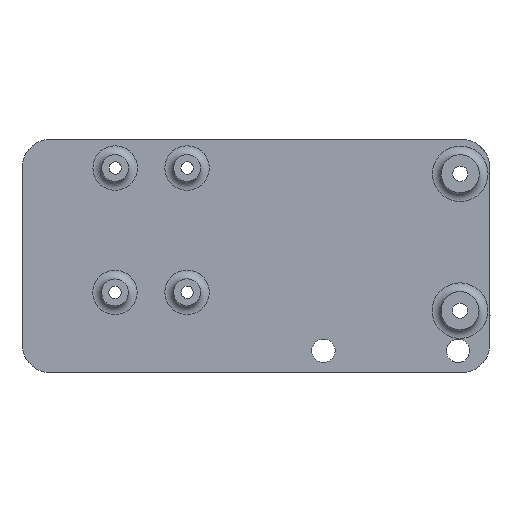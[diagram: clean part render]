
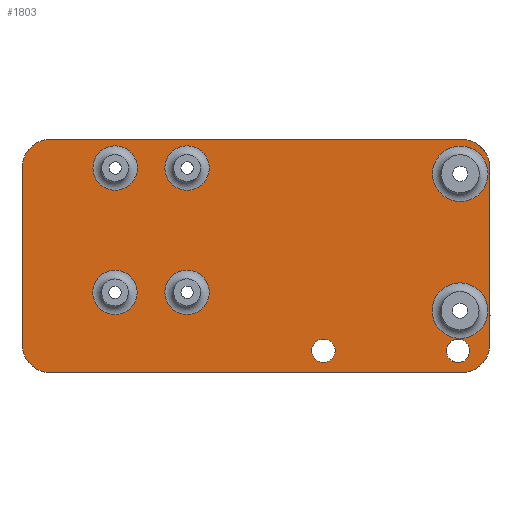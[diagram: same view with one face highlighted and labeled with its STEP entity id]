
A CAD part, front view. The second image highlights one B-rep face of the part: STEP entity #1803.
In plain terms, the highlighted planar face has unit normal (0, -1, 0).
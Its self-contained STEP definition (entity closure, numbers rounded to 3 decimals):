
#47=FACE_BOUND('',#367,.T.);
#48=FACE_BOUND('',#368,.T.);
#49=FACE_BOUND('',#369,.T.);
#50=FACE_BOUND('',#370,.T.);
#51=FACE_BOUND('',#371,.T.);
#52=FACE_BOUND('',#372,.T.);
#53=FACE_BOUND('',#373,.T.);
#54=FACE_BOUND('',#374,.T.);
#117=PLANE('',#1990);
#242=FACE_OUTER_BOUND('',#366,.T.);
#366=EDGE_LOOP('',(#1638,#1639,#1640,#1641,#1642,#1643,#1644,#1645));
#367=EDGE_LOOP('',(#1646));
#368=EDGE_LOOP('',(#1647));
#369=EDGE_LOOP('',(#1648));
#370=EDGE_LOOP('',(#1649));
#371=EDGE_LOOP('',(#1650));
#372=EDGE_LOOP('',(#1651));
#373=EDGE_LOOP('',(#1652));
#374=EDGE_LOOP('',(#1653));
#521=LINE('',#2963,#676);
#525=LINE('',#2970,#680);
#533=LINE('',#3000,#688);
#541=LINE('',#3092,#696);
#676=VECTOR('',#2348,10.);
#680=VECTOR('',#2354,10.);
#688=VECTOR('',#2390,10.);
#696=VECTOR('',#2508,10.);
#742=CIRCLE('',#1920,2.);
#749=CIRCLE('',#1935,5.);
#750=CIRCLE('',#1938,5.);
#751=CIRCLE('',#1940,5.);
#765=CIRCLE('',#1962,3.8);
#769=CIRCLE('',#1968,3.8);
#773=CIRCLE('',#1974,3.8);
#777=CIRCLE('',#1980,3.8);
#781=CIRCLE('',#1986,4.75);
#784=CIRCLE('',#1991,5.);
#785=CIRCLE('',#1992,2.);
#786=CIRCLE('',#1993,4.75);
#911=VERTEX_POINT('',#2956);
#912=VERTEX_POINT('',#2960);
#913=VERTEX_POINT('',#2962);
#914=VERTEX_POINT('',#2966);
#915=VERTEX_POINT('',#2968);
#922=VERTEX_POINT('',#2994);
#923=VERTEX_POINT('',#2998);
#924=VERTEX_POINT('',#3004);
#937=VERTEX_POINT('',#3040);
#940=VERTEX_POINT('',#3050);
#943=VERTEX_POINT('',#3060);
#946=VERTEX_POINT('',#3070);
#949=VERTEX_POINT('',#3080);
#952=VERTEX_POINT('',#3090);
#953=VERTEX_POINT('',#3093);
#954=VERTEX_POINT('',#3095);
#1131=EDGE_CURVE('',#911,#911,#742,.T.);
#1133=EDGE_CURVE('',#913,#912,#521,.T.);
#1137=EDGE_CURVE('',#914,#915,#525,.T.);
#1149=EDGE_CURVE('',#913,#922,#749,.T.);
#1152=EDGE_CURVE('',#923,#922,#533,.T.);
#1153=EDGE_CURVE('',#923,#915,#750,.T.);
#1154=EDGE_CURVE('',#914,#924,#751,.T.);
#1170=EDGE_CURVE('',#937,#937,#765,.T.);
#1175=EDGE_CURVE('',#940,#940,#769,.T.);
#1180=EDGE_CURVE('',#943,#943,#773,.T.);
#1185=EDGE_CURVE('',#946,#946,#777,.T.);
#1190=EDGE_CURVE('',#949,#949,#781,.T.);
#1194=EDGE_CURVE('',#952,#912,#784,.T.);
#1195=EDGE_CURVE('',#952,#924,#541,.T.);
#1196=EDGE_CURVE('',#953,#953,#785,.T.);
#1197=EDGE_CURVE('',#954,#954,#786,.T.);
#1638=ORIENTED_EDGE('',*,*,#1194,.F.);
#1639=ORIENTED_EDGE('',*,*,#1195,.T.);
#1640=ORIENTED_EDGE('',*,*,#1154,.F.);
#1641=ORIENTED_EDGE('',*,*,#1137,.T.);
#1642=ORIENTED_EDGE('',*,*,#1153,.F.);
#1643=ORIENTED_EDGE('',*,*,#1152,.T.);
#1644=ORIENTED_EDGE('',*,*,#1149,.F.);
#1645=ORIENTED_EDGE('',*,*,#1133,.T.);
#1646=ORIENTED_EDGE('',*,*,#1190,.F.);
#1647=ORIENTED_EDGE('',*,*,#1180,.F.);
#1648=ORIENTED_EDGE('',*,*,#1170,.F.);
#1649=ORIENTED_EDGE('',*,*,#1196,.T.);
#1650=ORIENTED_EDGE('',*,*,#1131,.T.);
#1651=ORIENTED_EDGE('',*,*,#1175,.F.);
#1652=ORIENTED_EDGE('',*,*,#1185,.F.);
#1653=ORIENTED_EDGE('',*,*,#1197,.F.);
#1803=ADVANCED_FACE('',(#242,#47,#48,#49,#50,#51,#52,#53,#54),#117,.T.);
#1920=AXIS2_PLACEMENT_3D('',#2958,#2343,#2344);
#1935=AXIS2_PLACEMENT_3D('',#2995,#2384,#2385);
#1938=AXIS2_PLACEMENT_3D('',#3002,#2393,#2394);
#1940=AXIS2_PLACEMENT_3D('',#3005,#2397,#2398);
#1962=AXIS2_PLACEMENT_3D('',#3042,#2443,#2444);
#1968=AXIS2_PLACEMENT_3D('',#3052,#2456,#2457);
#1974=AXIS2_PLACEMENT_3D('',#3062,#2469,#2470);
#1980=AXIS2_PLACEMENT_3D('',#3072,#2482,#2483);
#1986=AXIS2_PLACEMENT_3D('',#3082,#2495,#2496);
#1990=AXIS2_PLACEMENT_3D('',#3089,#2504,#2505);
#1991=AXIS2_PLACEMENT_3D('',#3091,#2506,#2507);
#1992=AXIS2_PLACEMENT_3D('',#3094,#2509,#2510);
#1993=AXIS2_PLACEMENT_3D('',#3096,#2511,#2512);
#2343=DIRECTION('center_axis',(0.,1.,0.));
#2344=DIRECTION('ref_axis',(-1.,0.,0.));
#2348=DIRECTION('',(0.,0.,1.));
#2354=DIRECTION('',(0.,0.,-1.));
#2384=DIRECTION('center_axis',(0.,1.,0.));
#2385=DIRECTION('ref_axis',(0.707,0.,-0.707));
#2390=DIRECTION('',(1.,0.,0.));
#2393=DIRECTION('center_axis',(0.,1.,0.));
#2394=DIRECTION('ref_axis',(-0.707,0.,-0.707));
#2397=DIRECTION('center_axis',(0.,1.,0.));
#2398=DIRECTION('ref_axis',(-0.707,0.,0.707));
#2443=DIRECTION('center_axis',(0.,-1.,0.));
#2444=DIRECTION('ref_axis',(1.,0.,0.));
#2456=DIRECTION('center_axis',(0.,-1.,0.));
#2457=DIRECTION('ref_axis',(1.,0.,0.));
#2469=DIRECTION('center_axis',(0.,-1.,0.));
#2470=DIRECTION('ref_axis',(1.,0.,0.));
#2482=DIRECTION('center_axis',(0.,-1.,0.));
#2483=DIRECTION('ref_axis',(1.,0.,0.));
#2495=DIRECTION('center_axis',(0.,-1.,0.));
#2496=DIRECTION('ref_axis',(1.,0.,0.));
#2504=DIRECTION('center_axis',(0.,-1.,0.));
#2505=DIRECTION('ref_axis',(1.,0.,0.));
#2506=DIRECTION('center_axis',(0.,1.,0.));
#2507=DIRECTION('ref_axis',(0.707,0.,0.707));
#2508=DIRECTION('',(-1.,0.,0.));
#2509=DIRECTION('center_axis',(0.,1.,0.));
#2510=DIRECTION('ref_axis',(1.,0.,0.));
#2511=DIRECTION('center_axis',(0.,-1.,0.));
#2512=DIRECTION('ref_axis',(1.,0.,0.));
#2956=CARTESIAN_POINT('',(13.544,74.8,-27.221));
#2958=CARTESIAN_POINT('Origin',(11.544,74.8,-27.221));
#2960=CARTESIAN_POINT('',(40.,74.8,4.));
#2962=CARTESIAN_POINT('',(40.,74.8,-26.));
#2963=CARTESIAN_POINT('',(40.,74.8,9.));
#2966=CARTESIAN_POINT('',(-40.,74.8,4.));
#2968=CARTESIAN_POINT('',(-40.,74.8,-26.));
#2970=CARTESIAN_POINT('',(-40.,74.8,-31.));
#2994=CARTESIAN_POINT('',(35.,74.8,-31.));
#2995=CARTESIAN_POINT('Origin',(35.,74.8,-26.));
#2998=CARTESIAN_POINT('',(-35.,74.8,-31.));
#3000=CARTESIAN_POINT('',(40.,74.8,-31.));
#3002=CARTESIAN_POINT('Origin',(-35.,74.8,-26.));
#3004=CARTESIAN_POINT('',(-35.,74.8,9.));
#3005=CARTESIAN_POINT('Origin',(-35.,74.8,4.));
#3040=CARTESIAN_POINT('',(-24.105,74.8,-21.022));
#3042=CARTESIAN_POINT('Origin',(-24.105,74.8,-17.222));
#3050=CARTESIAN_POINT('',(-24.074,74.8,0.242));
#3052=CARTESIAN_POINT('Origin',(-24.074,74.8,4.042));
#3060=CARTESIAN_POINT('',(-11.777,74.8,-21.003));
#3062=CARTESIAN_POINT('Origin',(-11.777,74.8,-17.203));
#3070=CARTESIAN_POINT('',(-11.774,74.8,0.242));
#3072=CARTESIAN_POINT('Origin',(-11.774,74.8,4.042));
#3080=CARTESIAN_POINT('',(34.893,74.8,-25.09));
#3082=CARTESIAN_POINT('Origin',(34.893,74.8,-20.34));
#3089=CARTESIAN_POINT('Origin',(0.,74.8,-11.));
#3090=CARTESIAN_POINT('',(35.,74.8,9.));
#3091=CARTESIAN_POINT('Origin',(35.,74.8,4.));
#3092=CARTESIAN_POINT('',(-40.,74.8,9.));
#3093=CARTESIAN_POINT('',(32.544,74.8,-27.221));
#3094=CARTESIAN_POINT('Origin',(34.544,74.8,-27.221));
#3095=CARTESIAN_POINT('',(34.927,74.8,-1.697));
#3096=CARTESIAN_POINT('Origin',(34.927,74.8,3.053));
